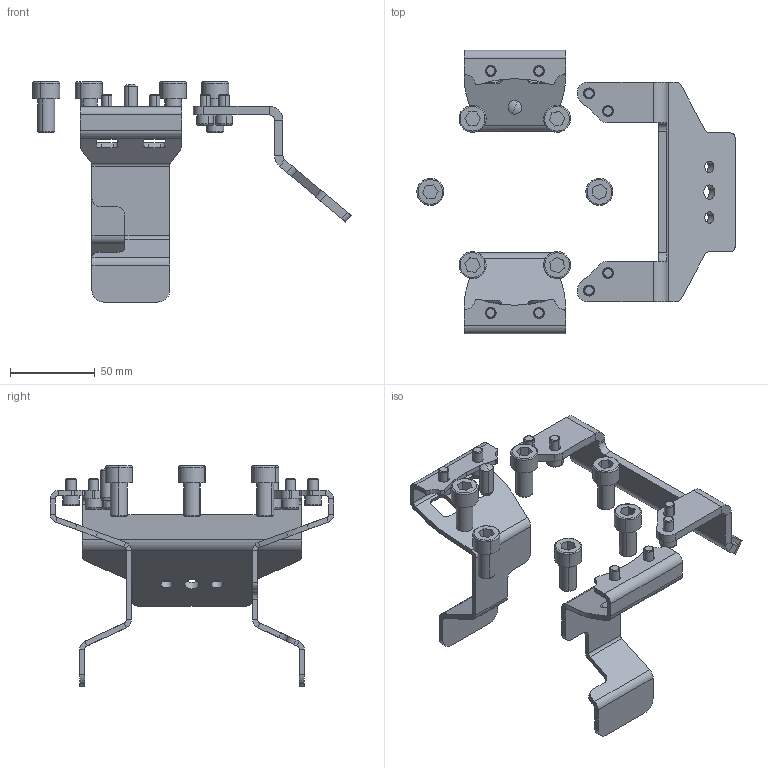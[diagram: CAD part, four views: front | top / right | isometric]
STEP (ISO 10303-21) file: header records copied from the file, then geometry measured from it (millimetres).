
FILE_DESCRIPTION (( 'STEP AP214' ), '1' );
FILE_NAME ('P5203.STEP', '2021-08-20T04:46:39', ( '' ), ( '' ), 'SwSTEP 2.0', 'SolidWorks 2019', '' );
FILE_SCHEMA (( 'AUTOMOTIVE_DESIGN' ));
Length unit declared in the file: millimetre
Products named in the file (1): P5203
Bounding box: 188.33 x 167.94 x 130.2 mm (x, y, z)
Volume: 120628.7 mm3; surface area: 73112.5 mm2
Topology: 18 solids, 18 shells, 508 faces, 1168 edges, 724 vertices
Faces by surface type: plane 270, cylinder 172, cone 30, torus 28, sphere 4, bspline 4
Entity records: 20117 total; most frequent: DIRECTION 2596, CARTESIAN_POINT 2473, ORIENTED_EDGE 2336, EDGE_CURVE 1168, AXIS2_PLACEMENT_3D 939, VERTEX_POINT 724, VECTOR 718, LINE 718
